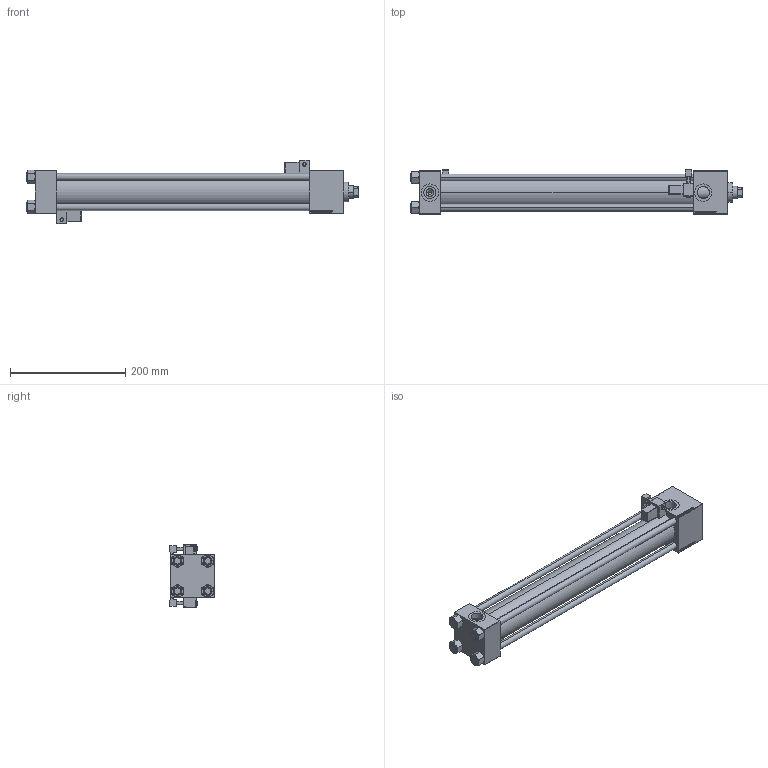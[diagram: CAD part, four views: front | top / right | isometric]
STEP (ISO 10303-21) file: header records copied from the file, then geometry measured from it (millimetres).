
FILE_DESCRIPTION (( 'STEP AP203' ), '1' );
FILE_NAME ('1e6a.STEP', '2022-04-14T16:55:48', ( '' ), ( '' ), 'SwSTEP 2.0', 'SolidWorks 2019', '' );
FILE_SCHEMA (( 'CONFIG_CONTROL_DESIGN' ));
Length unit declared in the file: millimetre
Products named in the file (7): V215CR_VCP_C 89d253b75576aee30e4d74cd00f4e410; V215CR_C_TYCINKA 89d253b75576aee30e4d74cd00f4e410; NUT_M5_C 89d253b75576aee30e4d74cd00f4e410; 1e6a; V215CR_C_Body 89d253b75576aee30e4d74cd00f4e410; V215CR_MSU 89d253b75576aee30e4d74cd00f4e410; V215_VC_A 89d253b75576aee30e4d74cd00f4e410
Assembly tree (13 placements, depth 2):
  1e6a
    V215CR_C_Body 89d253b75576aee30e4d74cd00f4e410
    V215CR_VCP_C 89d253b75576aee30e4d74cd00f4e410
    NUT_M5_C 89d253b75576aee30e4d74cd00f4e410  x4
    V215CR_C_TYCINKA 89d253b75576aee30e4d74cd00f4e410  x4
    V215_VC_A 89d253b75576aee30e4d74cd00f4e410
    V215CR_MSU 89d253b75576aee30e4d74cd00f4e410  x2
Bounding box: 575 x 77.03 x 109.57 mm (x, y, z)
Volume: 1204235.7 mm3; surface area: 369742.4 mm2
Topology: 13 solids, 13 shells, 1308 faces, 3244 edges, 2065 vertices
Faces by surface type: plane 586, bspline 392, cylinder 150, cone 136, sphere 24, torus 20
Entity records: 52572 total; most frequent: CARTESIAN_POINT 27484, ORIENTED_EDGE 5598, DIRECTION 3725, EDGE_CURVE 2799, VERTEX_POINT 1825, VECTOR 1693, LINE 1693, EDGE_LOOP 1246
